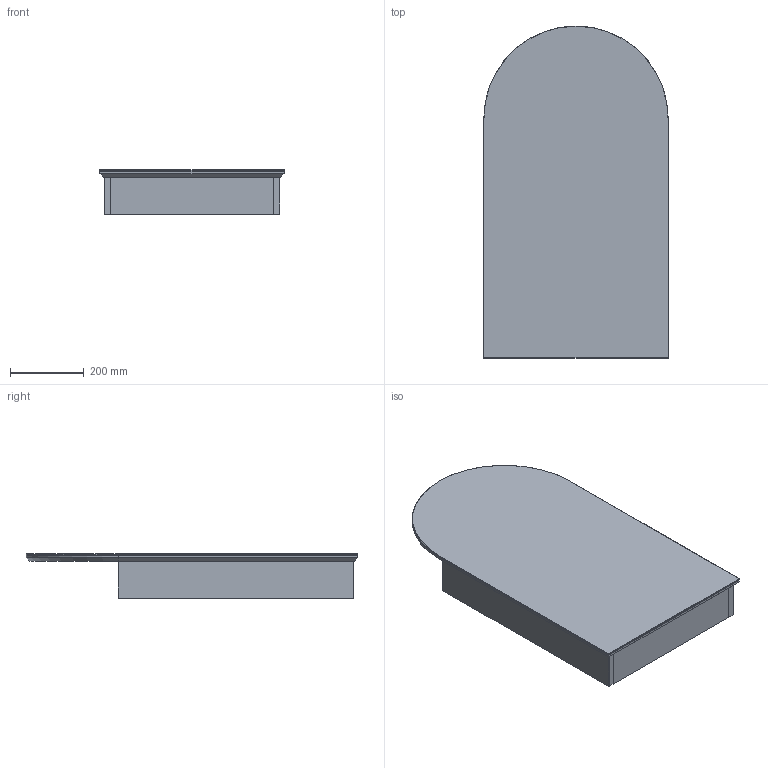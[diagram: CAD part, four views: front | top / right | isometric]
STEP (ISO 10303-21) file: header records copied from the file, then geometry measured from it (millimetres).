
FILE_DESCRIPTION (( 'STEP AP214' ), '1' );
FILE_NAME ('NEUSC5090.STEP', '2020-01-14T03:50:26', ( '' ), ( '' ), 'SwSTEP 2.0', 'SolidWorks 2015', '' );
FILE_SCHEMA (( 'AUTOMOTIVE_DESIGN' ));
Length unit declared in the file: millimetre
Products named in the file (1): NEUSC5090
Bounding box: 500 x 900 x 120.1 mm (x, y, z)
Volume: 38690048.1 mm3; surface area: 2811055.7 mm2
Topology: 5 solids, 5 shells, 65 faces, 140 edges, 83 vertices
Faces by surface type: plane 37, cylinder 20, cone 3, torus 3, sphere 2
Entity records: 1780 total; most frequent: CARTESIAN_POINT 314, DIRECTION 295, ORIENTED_EDGE 276, EDGE_CURVE 138, AXIS2_PLACEMENT_3D 100, VECTOR 95, LINE 95, VERTEX_POINT 83
